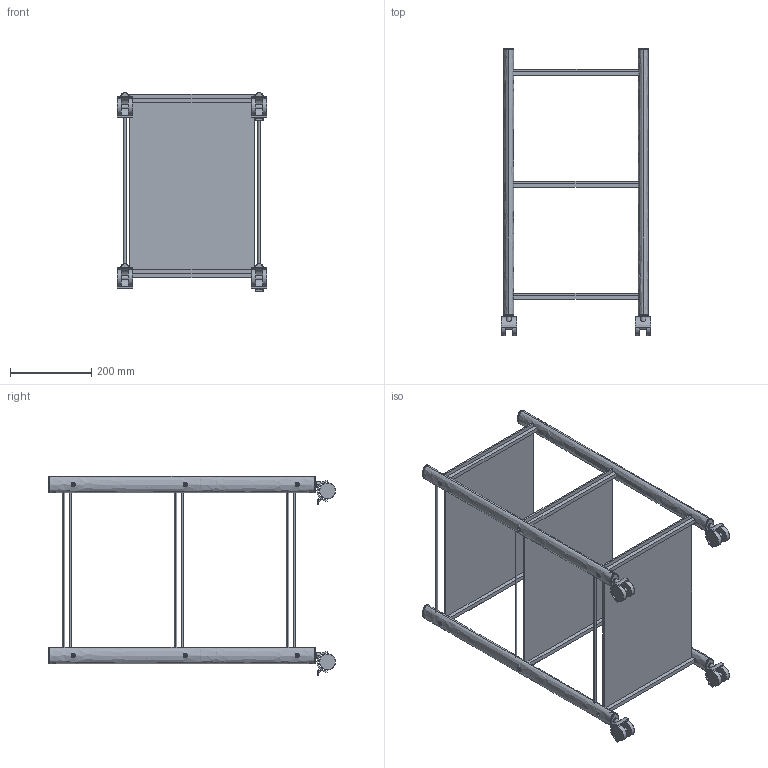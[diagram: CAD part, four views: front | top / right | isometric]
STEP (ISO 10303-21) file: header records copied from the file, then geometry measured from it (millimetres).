
FILE_DESCRIPTION (( 'STEP AP203' ), '1' );
FILE_NAME ('21525 - LUNIS.STEP', '2013-04-21T09:09:49', ( '' ), ( '' ), 'SwSTEP 2.0', 'SolidWorks 2012', '' );
FILE_SCHEMA (( 'CONFIG_CONTROL_DESIGN' ));
Length unit declared in the file: millimetre
Products named in the file (1): 21525 - LUNIS
Bounding box: 368 x 705 x 489.25 mm (x, y, z)
Volume: 4127222.3 mm3; surface area: 1338194.9 mm2
Topology: 47 solids, 47 shells, 798 faces, 1674 edges, 1020 vertices
Faces by surface type: plane 378, cylinder 192, cone 88, bspline 72, torus 68
Entity records: 31951 total; most frequent: CARTESIAN_POINT 15125, DIRECTION 3580, ORIENTED_EDGE 3300, EDGE_CURVE 1650, AXIS2_PLACEMENT_3D 1387, VERTEX_POINT 1020, EDGE_LOOP 880, LINE 806
